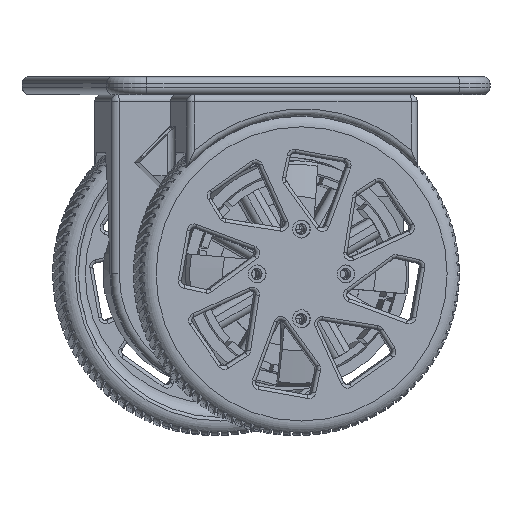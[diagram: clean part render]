
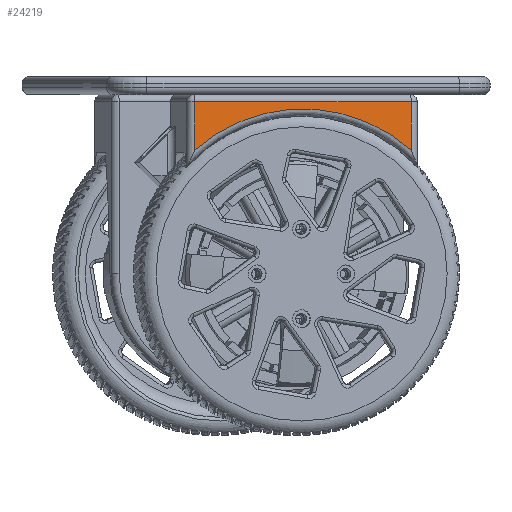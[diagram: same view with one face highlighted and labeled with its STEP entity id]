
A CAD part, left-side view. The second image highlights one B-rep face of the part: STEP entity #24219.
In plain terms, the highlighted face is planar.
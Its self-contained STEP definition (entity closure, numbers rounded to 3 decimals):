
#2294=PLANE('',#27059);
#3627=FACE_OUTER_BOUND('',#5315,.T.);
#5315=EDGE_LOOP('',(#21779,#21780,#21781,#21782));
#6601=LINE('',#46300,#7960);
#6603=LINE('',#46303,#7962);
#6612=LINE('',#46328,#7971);
#7960=VECTOR('',#33432,10.);
#7962=VECTOR('',#33436,10.);
#7971=VECTOR('',#33465,10.);
#9357=CIRCLE('',#27015,46.);
#11582=VERTEX_POINT('',#46225);
#11583=VERTEX_POINT('',#46226);
#11587=VERTEX_POINT('',#46261);
#11593=VERTEX_POINT('',#46275);
#15012=EDGE_CURVE('',#11582,#11583,#9357,.T.);
#15035=EDGE_CURVE('',#11583,#11593,#6601,.T.);
#15037=EDGE_CURVE('',#11593,#11587,#6603,.T.);
#15051=EDGE_CURVE('',#11587,#11582,#6612,.T.);
#21779=ORIENTED_EDGE('',*,*,#15012,.F.);
#21780=ORIENTED_EDGE('',*,*,#15051,.F.);
#21781=ORIENTED_EDGE('',*,*,#15037,.F.);
#21782=ORIENTED_EDGE('',*,*,#15035,.F.);
#24219=ADVANCED_FACE('',(#3627),#2294,.F.);
#27015=AXIS2_PLACEMENT_3D('',#46227,#33380,#33381);
#27059=AXIS2_PLACEMENT_3D('',#46423,#33524,#33525);
#33380=DIRECTION('center_axis',(0.,0.,-1.));
#33381=DIRECTION('ref_axis',(0.,1.,0.));
#33432=DIRECTION('',(0.,1.,0.));
#33436=DIRECTION('',(-1.,0.,0.));
#33465=DIRECTION('',(0.,-1.,0.));
#33524=DIRECTION('center_axis',(0.,0.,1.));
#33525=DIRECTION('ref_axis',(1.,0.,0.));
#46225=CARTESIAN_POINT('',(-30.5,34.435,-31.));
#46226=CARTESIAN_POINT('',(30.5,34.435,-31.));
#46227=CARTESIAN_POINT('Origin',(0.,0.,-31.));
#46261=CARTESIAN_POINT('',(-30.5,48.,-31.));
#46275=CARTESIAN_POINT('',(30.5,48.,-31.));
#46300=CARTESIAN_POINT('',(30.5,40.18,-31.));
#46303=CARTESIAN_POINT('',(-16.25,48.,-31.));
#46328=CARTESIAN_POINT('',(-30.5,15.18,-31.));
#46423=CARTESIAN_POINT('Origin',(0.,30.361,
-31.));
